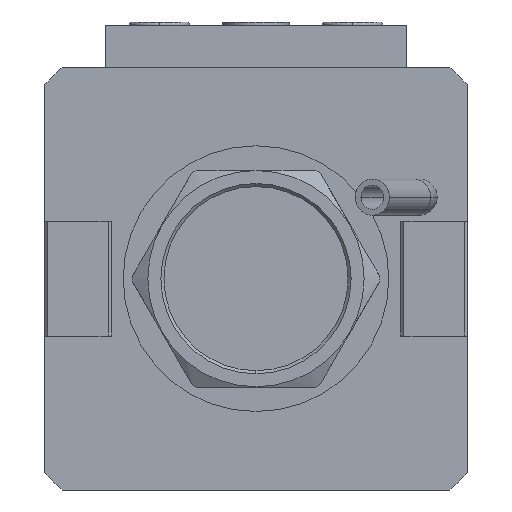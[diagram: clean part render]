
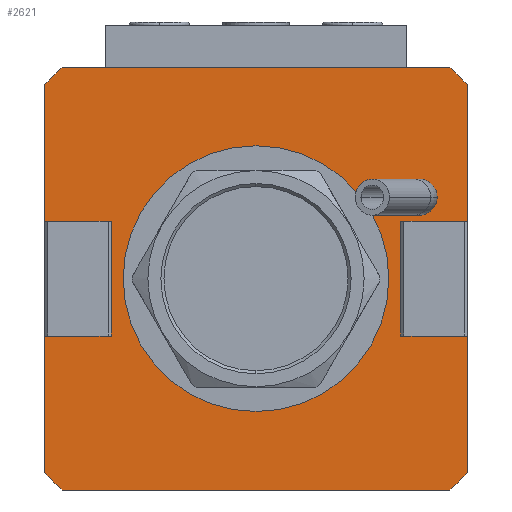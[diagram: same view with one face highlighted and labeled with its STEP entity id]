
A CAD part, left-side view. The second image highlights one B-rep face of the part: STEP entity #2621.
In plain terms, the highlighted planar face has unit normal (-1, 0, 0).
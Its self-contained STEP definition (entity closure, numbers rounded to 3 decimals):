
#21=DIRECTION('',(0.,-1.,0.));
#22=VECTOR('',#21,64.226);
#23=CARTESIAN_POINT('',(-21.,32.113,35.));
#24=LINE('',#23,#22);
#25=DIRECTION('',(0.,0.,-1.));
#26=VECTOR('',#25,64.226);
#27=CARTESIAN_POINT('',(-21.,-35.,32.113));
#28=LINE('',#27,#26);
#29=DIRECTION('',(0.,1.,0.));
#30=VECTOR('',#29,64.226);
#31=CARTESIAN_POINT('',(-21.,-32.113,-35.));
#32=LINE('',#31,#30);
#33=DIRECTION('',(0.,0.,1.));
#34=VECTOR('',#33,64.226);
#35=CARTESIAN_POINT('',(-21.,35.,-32.113));
#36=LINE('',#35,#34);
#37=CARTESIAN_POINT('',(-21.,0.,0.));
#38=DIRECTION('',(1.,0.,0.));
#39=DIRECTION('',(0.,1.,0.));
#40=AXIS2_PLACEMENT_3D('',#37,#38,#39);
#42=CARTESIAN_POINT('',(-21.,0.,0.));
#43=DIRECTION('',(1.,0.,0.));
#44=DIRECTION('',(0.,-1.,0.));
#45=AXIS2_PLACEMENT_3D('',#42,#43,#44);
#47=CARTESIAN_POINT('',(-21.,-27.,13.5));
#48=DIRECTION('',(1.,0.,0.));
#49=DIRECTION('',(0.,1.,0.));
#50=AXIS2_PLACEMENT_3D('',#47,#48,#49);
#52=CARTESIAN_POINT('',(-21.,-27.,13.5));
#53=DIRECTION('',(1.,0.,0.));
#54=DIRECTION('',(0.,-1.,0.));
#55=AXIS2_PLACEMENT_3D('',#52,#53,#54);
#57=DIRECTION('',(0.,-1.,0.));
#58=VECTOR('',#57,10.);
#59=CARTESIAN_POINT('',(-21.,34.5,-9.5));
#60=LINE('',#59,#58);
#61=DIRECTION('',(0.,0.,1.));
#62=VECTOR('',#61,19.);
#63=CARTESIAN_POINT('',(-21.,24.5,-9.5));
#64=LINE('',#63,#62);
#65=DIRECTION('',(0.,-1.,0.));
#66=VECTOR('',#65,10.);
#67=CARTESIAN_POINT('',(-21.,34.5,9.5));
#68=LINE('',#67,#66);
#69=DIRECTION('',(0.,0.,1.));
#70=VECTOR('',#69,19.);
#71=CARTESIAN_POINT('',(-21.,34.5,-9.5));
#72=LINE('',#71,#70);
#73=DIRECTION('',(0.,1.,0.));
#74=VECTOR('',#73,10.);
#75=CARTESIAN_POINT('',(-21.,-34.5,9.5));
#76=LINE('',#75,#74);
#77=DIRECTION('',(0.,0.,-1.));
#78=VECTOR('',#77,19.);
#79=CARTESIAN_POINT('',(-21.,-24.5,9.5));
#80=LINE('',#79,#78);
#81=DIRECTION('',(0.,1.,0.));
#82=VECTOR('',#81,10.);
#83=CARTESIAN_POINT('',(-21.,-34.5,-9.5));
#84=LINE('',#83,#82);
#85=DIRECTION('',(0.,0.,-1.));
#86=VECTOR('',#85,19.);
#87=CARTESIAN_POINT('',(-21.,-34.5,9.5));
#88=LINE('',#87,#86);
#277=CARTESIAN_POINT('',(-21.,0.,0.));
#278=DIRECTION('',(-1.,0.,0.));
#279=DIRECTION('',(0.,0.737,-0.676));
#280=AXIS2_PLACEMENT_3D('',#277,#278,#279);
#384=CARTESIAN_POINT('',(-21.,0.,0.));
#385=DIRECTION('',(-1.,0.,0.));
#386=DIRECTION('',(0.,0.676,0.737));
#387=AXIS2_PLACEMENT_3D('',#384,#385,#386);
#575=CARTESIAN_POINT('',(-21.,0.,0.));
#576=DIRECTION('',(1.,0.,0.));
#577=DIRECTION('',(0.,-0.737,-0.676));
#578=AXIS2_PLACEMENT_3D('',#575,#576,#577);
#682=CARTESIAN_POINT('',(-21.,0.,0.));
#683=DIRECTION('',(1.,0.,0.));
#684=DIRECTION('',(0.,-0.676,0.737));
#685=AXIS2_PLACEMENT_3D('',#682,#683,#684);
#1976=CARTESIAN_POINT('',(-21.,32.113,35.));
#1978=VERTEX_POINT('',#1976);
#1980=CARTESIAN_POINT('',(-21.,32.113,-35.));
#1982=VERTEX_POINT('',#1980);
#1984=CARTESIAN_POINT('',(-21.,35.,32.113));
#1986=VERTEX_POINT('',#1984);
#1988=CARTESIAN_POINT('',(-21.,35.,-32.113));
#1990=VERTEX_POINT('',#1988);
#1996=CARTESIAN_POINT('',(-21.,-32.113,35.));
#1998=VERTEX_POINT('',#1996);
#1999=CARTESIAN_POINT('',(-21.,-35.,-32.113));
#2000=VERTEX_POINT('',#1999);
#2001=CARTESIAN_POINT('',(-21.,-35.,32.113));
#2002=VERTEX_POINT('',#2001);
#2004=CARTESIAN_POINT('',(-21.,-32.113,-35.));
#2006=VERTEX_POINT('',#2004);
#2116=CARTESIAN_POINT('',(-21.,18.1,0.));
#2117=CARTESIAN_POINT('',(-21.,-18.1,0.));
#2118=VERTEX_POINT('',#2116);
#2119=VERTEX_POINT('',#2117);
#2264=CARTESIAN_POINT('',(-21.,-24.,13.5));
#2265=CARTESIAN_POINT('',(-21.,-30.,13.5));
#2266=VERTEX_POINT('',#2264);
#2267=VERTEX_POINT('',#2265);
#2308=CARTESIAN_POINT('',(-21.,34.5,-9.5));
#2309=CARTESIAN_POINT('',(-21.,24.5,-9.5));
#2310=VERTEX_POINT('',#2308);
#2311=VERTEX_POINT('',#2309);
#2312=CARTESIAN_POINT('',(-21.,34.5,9.5));
#2313=CARTESIAN_POINT('',(-21.,24.5,9.5));
#2314=VERTEX_POINT('',#2312);
#2315=VERTEX_POINT('',#2313);
#2340=CARTESIAN_POINT('',(-21.,-34.5,9.5));
#2341=CARTESIAN_POINT('',(-21.,-24.5,9.5));
#2342=VERTEX_POINT('',#2340);
#2343=VERTEX_POINT('',#2341);
#2344=CARTESIAN_POINT('',(-21.,-34.5,-9.5));
#2345=CARTESIAN_POINT('',(-21.,-24.5,-9.5));
#2346=VERTEX_POINT('',#2344);
#2347=VERTEX_POINT('',#2345);
#2567=CARTESIAN_POINT('',(-21.,0.,0.));
#2568=DIRECTION('',(-1.,0.,0.));
#2569=DIRECTION('',(0.,0.,-1.));
#2570=AXIS2_PLACEMENT_3D('',#2567,#2568,#2569);
#2571=PLANE('',#2570);
#2573=ORIENTED_EDGE('',*,*,#2572,.T.);
#2575=ORIENTED_EDGE('',*,*,#2574,.T.);
#2577=ORIENTED_EDGE('',*,*,#2576,.T.);
#2579=ORIENTED_EDGE('',*,*,#2578,.T.);
#2581=ORIENTED_EDGE('',*,*,#2580,.T.);
#2583=ORIENTED_EDGE('',*,*,#2582,.F.);
#2585=ORIENTED_EDGE('',*,*,#2584,.T.);
#2587=ORIENTED_EDGE('',*,*,#2586,.F.);
#2588=EDGE_LOOP('',(#2573,#2575,#2577,#2579,#2581,#2583,#2585,#2587));
#2589=FACE_OUTER_BOUND('',#2588,.F.);
#2591=ORIENTED_EDGE('',*,*,#2590,.F.);
#2593=ORIENTED_EDGE('',*,*,#2592,.F.);
#2594=EDGE_LOOP('',(#2591,#2593));
#2595=FACE_BOUND('',#2594,.F.);
#2597=ORIENTED_EDGE('',*,*,#2596,.F.);
#2599=ORIENTED_EDGE('',*,*,#2598,.F.);
#2600=EDGE_LOOP('',(#2597,#2599));
#2601=FACE_BOUND('',#2600,.F.);
#2603=ORIENTED_EDGE('',*,*,#2602,.T.);
#2605=ORIENTED_EDGE('',*,*,#2604,.T.);
#2607=ORIENTED_EDGE('',*,*,#2606,.F.);
#2609=ORIENTED_EDGE('',*,*,#2608,.F.);
#2610=EDGE_LOOP('',(#2603,#2605,#2607,#2609));
#2611=FACE_BOUND('',#2610,.F.);
#2613=ORIENTED_EDGE('',*,*,#2612,.T.);
#2615=ORIENTED_EDGE('',*,*,#2614,.T.);
#2616=ORIENTED_EDGE('',*,*,#2549,.F.);
#2618=ORIENTED_EDGE('',*,*,#2617,.F.);
#2619=EDGE_LOOP('',(#2613,#2615,#2616,#2618));
#2620=FACE_BOUND('',#2619,.F.);
#2621=ADVANCED_FACE('',(#2589,#2595,#2601,#2611,#2620),#2571,.T.);
#41=CIRCLE('',#40,18.1);
#46=CIRCLE('',#45,18.1);
#51=CIRCLE('',#50,3.);
#56=CIRCLE('',#55,3.);
#281=CIRCLE('',#280,47.5);
#388=CIRCLE('',#387,47.5);
#579=CIRCLE('',#578,47.5);
#686=CIRCLE('',#685,47.5);
#2549=EDGE_CURVE('',#2346,#2347,#84,.T.);
#2572=EDGE_CURVE('',#1978,#1998,#24,.T.);
#2574=EDGE_CURVE('',#1998,#2002,#686,.T.);
#2576=EDGE_CURVE('',#2002,#2000,#28,.T.);
#2578=EDGE_CURVE('',#2000,#2006,#579,.T.);
#2580=EDGE_CURVE('',#2006,#1982,#32,.T.);
#2582=EDGE_CURVE('',#1990,#1982,#281,.T.);
#2584=EDGE_CURVE('',#1990,#1986,#36,.T.);
#2586=EDGE_CURVE('',#1978,#1986,#388,.T.);
#2590=EDGE_CURVE('',#2118,#2119,#41,.T.);
#2592=EDGE_CURVE('',#2119,#2118,#46,.T.);
#2596=EDGE_CURVE('',#2266,#2267,#51,.T.);
#2598=EDGE_CURVE('',#2267,#2266,#56,.T.);
#2602=EDGE_CURVE('',#2310,#2311,#60,.T.);
#2604=EDGE_CURVE('',#2311,#2315,#64,.T.);
#2606=EDGE_CURVE('',#2314,#2315,#68,.T.);
#2608=EDGE_CURVE('',#2310,#2314,#72,.T.);
#2612=EDGE_CURVE('',#2342,#2343,#76,.T.);
#2614=EDGE_CURVE('',#2343,#2347,#80,.T.);
#2617=EDGE_CURVE('',#2342,#2346,#88,.T.);
